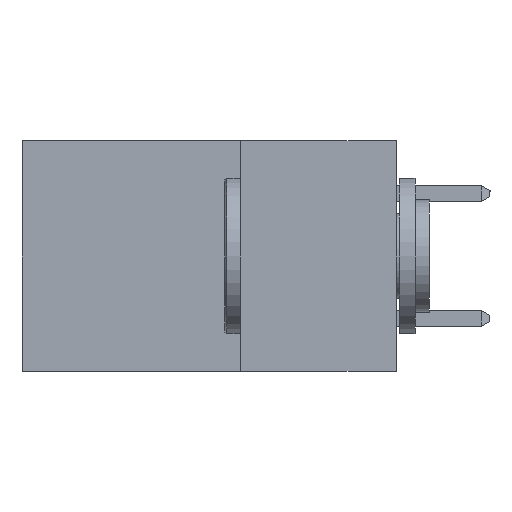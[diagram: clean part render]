
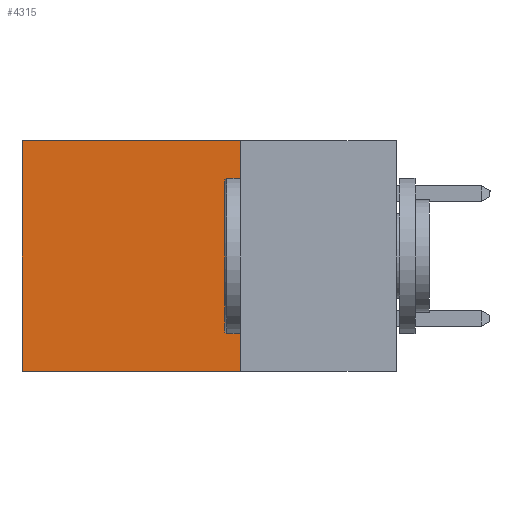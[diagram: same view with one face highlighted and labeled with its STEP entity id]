
A CAD part, left-side view. The second image highlights one B-rep face of the part: STEP entity #4315.
In plain terms, the highlighted planar face has unit normal (-1, 0, 0).
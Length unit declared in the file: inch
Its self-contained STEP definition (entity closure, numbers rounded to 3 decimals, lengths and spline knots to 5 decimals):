
#1612 = ORIENTED_EDGE ( 'NONE', *, *, #11801, .T. ) ;
#2595 = VERTEX_POINT ( 'NONE', #17098 ) ;
#3184 = AXIS2_PLACEMENT_3D ( 'NONE', #7511, #16308, #4538 ) ;
#3955 = CARTESIAN_POINT ( 'NONE',  ( 0.2615, 0.25, 0. ) ) ;
#4125 = VERTEX_POINT ( 'NONE', #3955 ) ;
#4315 = ADVANCED_FACE ( 'NONE', ( #16212 ), #14736, .F. ) ;
#4538 = DIRECTION ( 'NONE',  ( 0., 0., -1. ) ) ;
#5784 = VECTOR ( 'NONE', #16950, 39.37008 ) ;
#6020 = ORIENTED_EDGE ( 'NONE', *, *, #18734, .T. ) ;
#7412 = VECTOR ( 'NONE', #11145, 39.37008 ) ;
#7511 = CARTESIAN_POINT ( 'NONE',  ( 0.2615, 0.25, -0.37 ) ) ;
#7600 = VERTEX_POINT ( 'NONE', #17291 ) ;
#7766 = LINE ( 'NONE', #10935, #5784 ) ;
#9860 = CARTESIAN_POINT ( 'NONE',  ( 0.2615, 0.25, 0. ) ) ;
#10417 = CARTESIAN_POINT ( 'NONE',  ( 0.2615, 0.25, -0.37 ) ) ;
#10483 = DIRECTION ( 'NONE',  ( 0., 0., -1. ) ) ;
#10663 = EDGE_LOOP ( 'NONE', ( #1612, #17069, #14877, #6020 ) ) ;
#10935 = CARTESIAN_POINT ( 'NONE',  ( 0.2615, 0.25, -0.37 ) ) ;
#11145 = DIRECTION ( 'NONE',  ( 0., 1., 0. ) ) ;
#11801 = EDGE_CURVE ( 'NONE', #15702, #2595, #13447, .T. ) ;
#13447 = LINE ( 'NONE', #19372, #17601 ) ;
#13504 = EDGE_CURVE ( 'NONE', #7600, #2595, #16716, .T. ) ;
#14298 = LINE ( 'NONE', #9860, #7412 ) ;
#14736 = PLANE ( 'NONE',  #3184 ) ;
#14877 = ORIENTED_EDGE ( 'NONE', *, *, #16753, .F. ) ;
#15702 = VERTEX_POINT ( 'NONE', #17429 ) ;
#16212 = FACE_OUTER_BOUND ( 'NONE', #10663, .T. ) ;
#16308 = DIRECTION ( 'NONE',  ( 1., 0., 0. ) ) ;
#16433 = DIRECTION ( 'NONE',  ( 0., 1., 0. ) ) ;
#16716 = LINE ( 'NONE', #10417, #17343 ) ;
#16753 = EDGE_CURVE ( 'NONE', #4125, #7600, #7766, .T. ) ;
#16950 = DIRECTION ( 'NONE',  ( 0., 0., -1. ) ) ;
#17069 = ORIENTED_EDGE ( 'NONE', *, *, #13504, .F. ) ;
#17098 = CARTESIAN_POINT ( 'NONE',  ( 0.2615, 0.6, -0.37 ) ) ;
#17291 = CARTESIAN_POINT ( 'NONE',  ( 0.2615, 0.25, -0.37 ) ) ;
#17343 = VECTOR ( 'NONE', #16433, 39.37008 ) ;
#17429 = CARTESIAN_POINT ( 'NONE',  ( 0.2615, 0.6, 0. ) ) ;
#17601 = VECTOR ( 'NONE', #10483, 39.37008 ) ;
#18734 = EDGE_CURVE ( 'NONE', #4125, #15702, #14298, .T. ) ;
#19372 = CARTESIAN_POINT ( 'NONE',  ( 0.2615, 0.6, -0.37 ) ) ;
